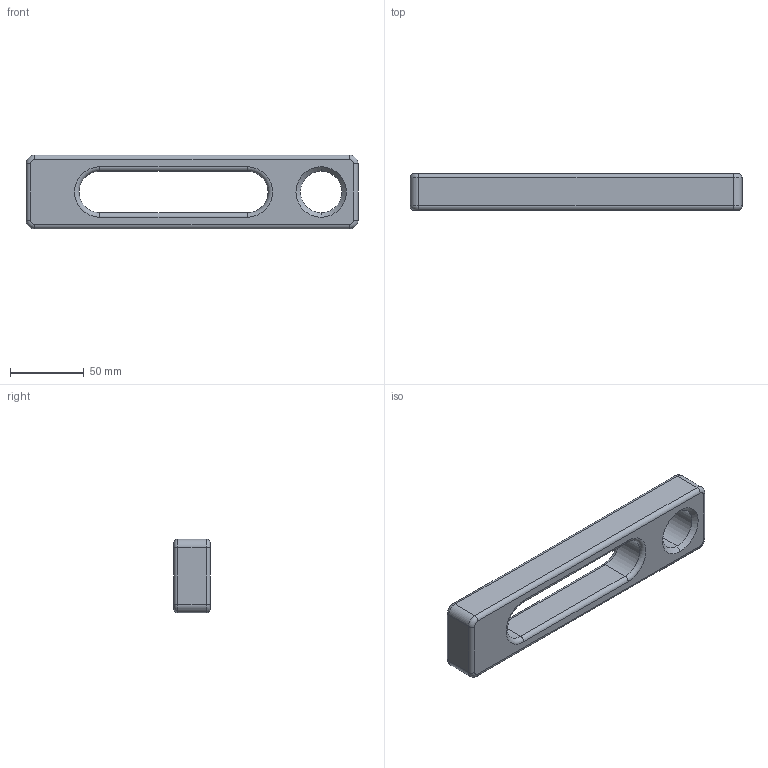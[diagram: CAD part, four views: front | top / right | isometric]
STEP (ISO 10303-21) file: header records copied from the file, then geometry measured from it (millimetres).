
FILE_DESCRIPTION (( 'STEP AP203' ), '1' );
FILE_NAME ('280420_225.step', '2014-08-11T19:32:58', ( 'User' ), ( '' ), 'SwSTEP 2.0', 'SolidWorks 2014', '' );
FILE_SCHEMA (( 'CONFIG_CONTROL_DESIGN' ));
Length unit declared in the file: millimetre
Products named in the file (1): 280420_225
Bounding box: 225 x 25 x 50 mm (x, y, z)
Volume: 174932.7 mm3; surface area: 34813 mm2
Topology: 1 solids, 1 shells, 44 faces, 98 edges, 56 vertices
Faces by surface type: cylinder 20, torus 12, plane 8, cone 4
Entity records: 1299 total; most frequent: DIRECTION 244, CARTESIAN_POINT 199, ORIENTED_EDGE 196, AXIS2_PLACEMENT_3D 101, EDGE_CURVE 98, VERTEX_POINT 56, CIRCLE 56, EDGE_LOOP 48
